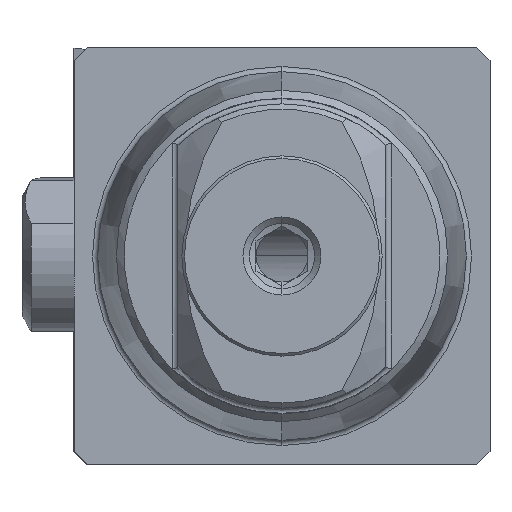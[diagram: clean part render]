
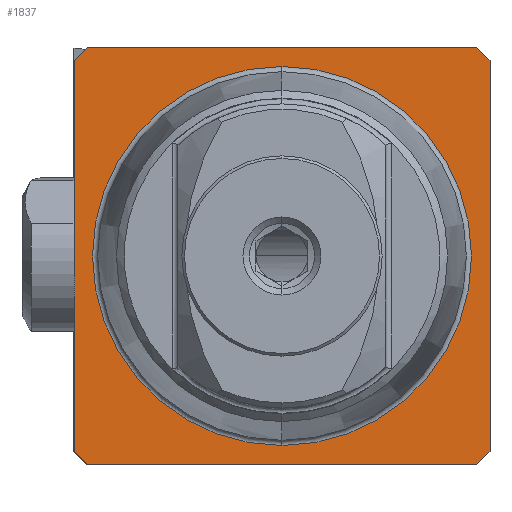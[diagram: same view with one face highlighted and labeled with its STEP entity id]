
A CAD part, left-side view. The second image highlights one B-rep face of the part: STEP entity #1837.
In plain terms, the highlighted planar face has unit normal (-1, 0, 0).
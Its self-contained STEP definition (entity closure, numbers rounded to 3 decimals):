
#4 = DIRECTION ( 'NONE',  ( 0., 0.707, 0.707 ) ) ;
#100 = ORIENTED_EDGE ( 'NONE', *, *, #3327, .F. ) ;
#211 = CARTESIAN_POINT ( 'NONE',  ( 0., 0., 7.287 ) ) ;
#282 = CARTESIAN_POINT ( 'NONE',  ( 0., 7.287, 0. ) ) ;
#403 = DIRECTION ( 'NONE',  ( 0., -1., 0. ) ) ;
#541 = VECTOR ( 'NONE', #403, 1000. ) ;
#562 = LINE ( 'NONE', #2603, #4035 ) ;
#668 = EDGE_CURVE ( 'NONE', #5639, #5131, #6951, .T. ) ;
#683 = VERTEX_POINT ( 'NONE', #2305 ) ;
#788 = EDGE_CURVE ( 'NONE', #3275, #3441, #3215, .T. ) ;
#802 = ORIENTED_EDGE ( 'NONE', *, *, #2332, .T. ) ;
#842 = CARTESIAN_POINT ( 'NONE',  ( 0., -8., 7.5 ) ) ;
#845 = CARTESIAN_POINT ( 'NONE',  ( 0., 7.5, -8. ) ) ;
#880 = CARTESIAN_POINT ( 'NONE',  ( 0., 7.5, -8. ) ) ;
#881 = VERTEX_POINT ( 'NONE', #1999 ) ;
#965 = EDGE_LOOP ( 'NONE', ( #802, #2723, #1371, #4643, #100, #6995, #3616, #7388 ) ) ;
#967 = CARTESIAN_POINT ( 'NONE',  ( 0., -7.5, -8. ) ) ;
#1199 = CIRCLE ( 'NONE', #2587, 7.287 ) ;
#1226 = DIRECTION ( 'NONE',  ( 0., 0.707, -0.707 ) ) ;
#1371 = ORIENTED_EDGE ( 'NONE', *, *, #2439, .T. ) ;
#1535 = DIRECTION ( 'NONE',  ( -1., 0., 0. ) ) ;
#1645 = VECTOR ( 'NONE', #2466, 1000. ) ;
#1837 = ADVANCED_FACE ( 'NONE', ( #2273, #5613 ), #4922, .F. ) ;
#1854 = VERTEX_POINT ( 'NONE', #842 ) ;
#1999 = CARTESIAN_POINT ( 'NONE',  ( 0., 8., -7.5 ) ) ;
#2225 = VECTOR ( 'NONE', #6124, 1000. ) ;
#2273 = FACE_BOUND ( 'NONE', #4341, .T. ) ;
#2305 = CARTESIAN_POINT ( 'NONE',  ( 0., -8., -7.5 ) ) ;
#2332 = EDGE_CURVE ( 'NONE', #683, #1854, #8280, .T. ) ;
#2439 = EDGE_CURVE ( 'NONE', #6693, #3275, #3035, .T. ) ;
#2466 = DIRECTION ( 'NONE',  ( 0., 1., 0. ) ) ;
#2491 = EDGE_CURVE ( 'NONE', #1854, #6693, #562, .T. ) ;
#2535 = CARTESIAN_POINT ( 'NONE',  ( 0., 8., 7.5 ) ) ;
#2587 = AXIS2_PLACEMENT_3D ( 'NONE', #5499, #4323, #6970 ) ;
#2603 = CARTESIAN_POINT ( 'NONE',  ( 0., -7.5, 8. ) ) ;
#2723 = ORIENTED_EDGE ( 'NONE', *, *, #2491, .T. ) ;
#2799 = CARTESIAN_POINT ( 'NONE',  ( 0., -8., -7.5 ) ) ;
#2883 = DIRECTION ( 'NONE',  ( 1., 0., 0. ) ) ;
#3035 = LINE ( 'NONE', #4301, #1645 ) ;
#3076 = CARTESIAN_POINT ( 'NONE',  ( 0., -8., 0. ) ) ;
#3125 = CARTESIAN_POINT ( 'NONE',  ( 0., 7.287, -8. ) ) ;
#3215 = LINE ( 'NONE', #8549, #7352 ) ;
#3275 = VERTEX_POINT ( 'NONE', #3623 ) ;
#3327 = EDGE_CURVE ( 'NONE', #881, #3441, #5709, .T. ) ;
#3441 = VERTEX_POINT ( 'NONE', #2535 ) ;
#3529 = CARTESIAN_POINT ( 'NONE',  ( 0., 8., 0. ) ) ;
#3530 = EDGE_CURVE ( 'NONE', #4801, #683, #7954, .T. ) ;
#3616 = ORIENTED_EDGE ( 'NONE', *, *, #7817, .T. ) ;
#3623 = CARTESIAN_POINT ( 'NONE',  ( 0., 7.5, 8. ) ) ;
#3642 = VERTEX_POINT ( 'NONE', #845 ) ;
#4035 = VECTOR ( 'NONE', #4, 1000. ) ;
#4044 = AXIS2_PLACEMENT_3D ( 'NONE', #7473, #1535, #4182 ) ;
#4126 = ORIENTED_EDGE ( 'NONE', *, *, #4448, .F. ) ;
#4182 = DIRECTION ( 'NONE',  ( 0., 0., 1. ) ) ;
#4301 = CARTESIAN_POINT ( 'NONE',  ( 0., 7.287, 8. ) ) ;
#4323 = DIRECTION ( 'NONE',  ( -1., 0., 0. ) ) ;
#4341 = EDGE_LOOP ( 'NONE', ( #7824, #4126 ) ) ;
#4388 = LINE ( 'NONE', #3125, #541 ) ;
#4425 = DIRECTION ( 'NONE',  ( 0., 0., 1. ) ) ;
#4448 = EDGE_CURVE ( 'NONE', #5131, #5639, #1199, .T. ) ;
#4643 = ORIENTED_EDGE ( 'NONE', *, *, #788, .T. ) ;
#4801 = VERTEX_POINT ( 'NONE', #967 ) ;
#4864 = CARTESIAN_POINT ( 'NONE',  ( 0., 0., -7.287 ) ) ;
#4922 = PLANE ( 'NONE',  #7768 ) ;
#5023 = DIRECTION ( 'NONE',  ( 0., 0., 1. ) ) ;
#5131 = VERTEX_POINT ( 'NONE', #4864 ) ;
#5499 = CARTESIAN_POINT ( 'NONE',  ( 0., 0., 0. ) ) ;
#5611 = LINE ( 'NONE', #880, #2225 ) ;
#5613 = FACE_OUTER_BOUND ( 'NONE', #965, .T. ) ;
#5639 = VERTEX_POINT ( 'NONE', #211 ) ;
#5709 = LINE ( 'NONE', #3529, #7014 ) ;
#6089 = DIRECTION ( 'NONE',  ( 0., -0.707, 0.707 ) ) ;
#6124 = DIRECTION ( 'NONE',  ( 0., -0.707, -0.707 ) ) ;
#6254 = DIRECTION ( 'NONE',  ( 0., 0., -1. ) ) ;
#6693 = VERTEX_POINT ( 'NONE', #7370 ) ;
#6951 = CIRCLE ( 'NONE', #4044, 7.287 ) ;
#6970 = DIRECTION ( 'NONE',  ( 0., 0., 1. ) ) ;
#6995 = ORIENTED_EDGE ( 'NONE', *, *, #7682, .T. ) ;
#7014 = VECTOR ( 'NONE', #5023, 1000. ) ;
#7352 = VECTOR ( 'NONE', #1226, 1000. ) ;
#7370 = CARTESIAN_POINT ( 'NONE',  ( 0., -7.5, 8. ) ) ;
#7388 = ORIENTED_EDGE ( 'NONE', *, *, #3530, .T. ) ;
#7473 = CARTESIAN_POINT ( 'NONE',  ( 0., 0., 0. ) ) ;
#7574 = VECTOR ( 'NONE', #6089, 1000. ) ;
#7682 = EDGE_CURVE ( 'NONE', #881, #3642, #5611, .T. ) ;
#7768 = AXIS2_PLACEMENT_3D ( 'NONE', #282, #2883, #6254 ) ;
#7817 = EDGE_CURVE ( 'NONE', #3642, #4801, #4388, .T. ) ;
#7824 = ORIENTED_EDGE ( 'NONE', *, *, #668, .F. ) ;
#7954 = LINE ( 'NONE', #2799, #7574 ) ;
#8280 = LINE ( 'NONE', #3076, #8531 ) ;
#8531 = VECTOR ( 'NONE', #4425, 1000. ) ;
#8549 = CARTESIAN_POINT ( 'NONE',  ( 0., 8., 7.5 ) ) ;
